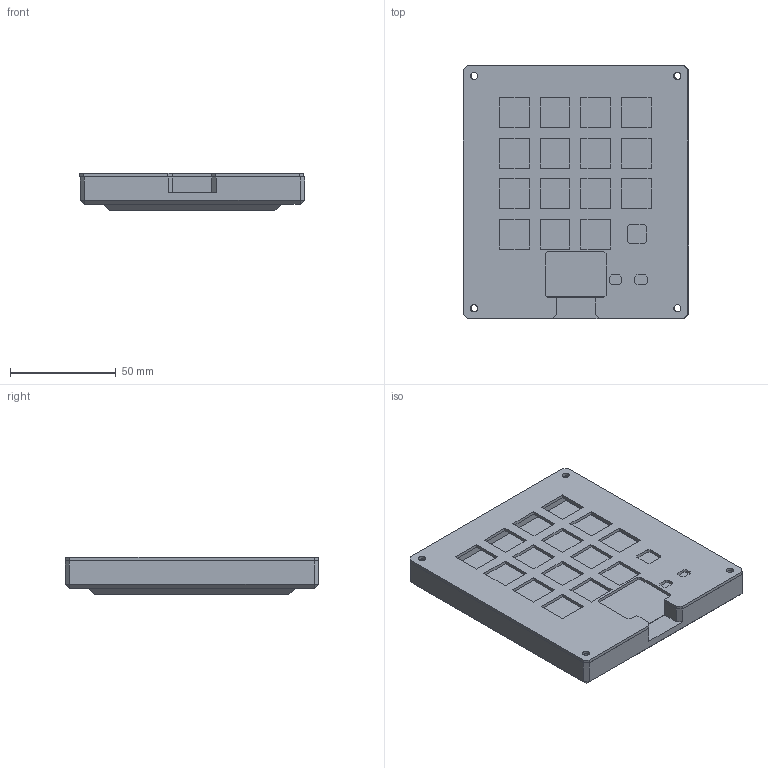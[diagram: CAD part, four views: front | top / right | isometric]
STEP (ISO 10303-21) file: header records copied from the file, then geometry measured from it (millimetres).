
FILE_DESCRIPTION(/* description */ ('STEP AP242 Edition 2','CAx-IF Rec.Pracs.---Representation and Presentation of Product Manufacturing Information (PMI)---4.0---2014-10-13','CAx-IF Rec.Pracs.---3D Tessellated Geometry---0.4---2014-09-14','2;1','CAx-IF Rec.Pracs.---User Defined Attributes---1.5---2016-08-15'),/* implementation_level */ '2;1');
FILE_NAME(/* name */ '69324b893d70a686c4422034',/* time_stamp */ '2025-12-05T03:03:37Z',/* author */ (''),/* organization */ (''),/* preprocessor_version */ 'ST-DEVELOPER v20',/* originating_system */ 'ONSHAPE BY PTC INC, 1.207',/* authorisation */ ' ');
FILE_SCHEMA (('AP242_MANAGED_MODEL_BASED_3D_ENGINEERING_MIM_LF { 1 0 10303 442 3 1 4 }'));
Length unit declared in the file: metre
Products named in the file (4): Assembly 1; Part 1
Assembly tree (3 placements, depth 2):
  Assembly 1
    Part 1
    Part 1
    Part 1
Bounding box: 106.57 x 120.19 x 17.76 mm (x, y, z)
Volume: 107222.8 mm3; surface area: 74070.4 mm2
Topology: 3 solids, 3 shells, 188 faces, 510 edges, 332 vertices
Faces by surface type: plane 172, cylinder 16
Full cylindrical faces by diameter (mm): 2.9 x4, 3.4 x8, 6 x4
Entity records: 5893 total; most frequent: CARTESIAN_POINT 1012, ORIENTED_EDGE 982, DIRECTION 912, EDGE_CURVE 491, LINE 454, VECTOR 454, VERTEX_POINT 329, EDGE_LOOP 262
